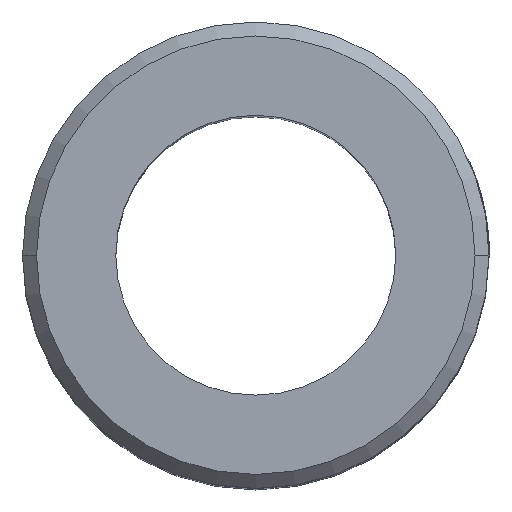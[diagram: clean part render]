
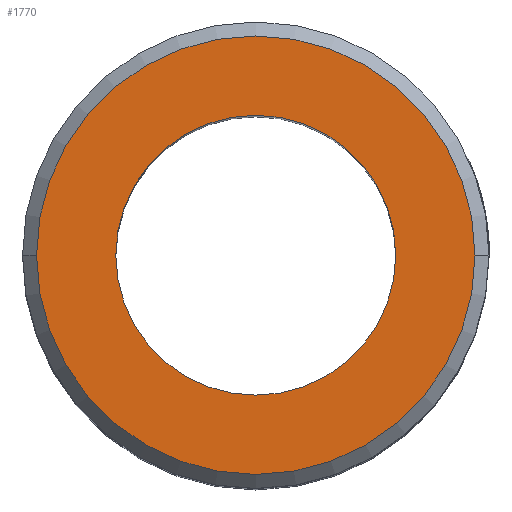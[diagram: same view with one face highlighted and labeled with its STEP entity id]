
A CAD part, top view. The second image highlights one B-rep face of the part: STEP entity #1770.
In plain terms, the highlighted planar face has unit normal (0, 0, 1).
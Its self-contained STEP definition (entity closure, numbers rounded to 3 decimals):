
#115 = ORIENTED_EDGE ( 'NONE', *, *, #2219, .F. ) ;
#131 = AXIS2_PLACEMENT_3D ( 'NONE', #3042, #165, #413 ) ;
#165 = DIRECTION ( 'NONE',  ( 0., 0., 1. ) ) ;
#203 = ORIENTED_EDGE ( 'NONE', *, *, #1496, .F. ) ;
#253 = AXIS2_PLACEMENT_3D ( 'NONE', #1137, #2834, #2812 ) ;
#383 = DIRECTION ( 'NONE',  ( 1., 0., 0. ) ) ;
#413 = DIRECTION ( 'NONE',  ( 1., 0., 0. ) ) ;
#481 = VERTEX_POINT ( 'NONE', #2977 ) ;
#594 = VERTEX_POINT ( 'NONE', #2830 ) ;
#722 = VERTEX_POINT ( 'NONE', #2942 ) ;
#799 = DIRECTION ( 'NONE',  ( 1., 0., 0. ) ) ;
#838 = ORIENTED_EDGE ( 'NONE', *, *, #2674, .T. ) ;
#842 = ORIENTED_EDGE ( 'NONE', *, *, #2716, .T. ) ;
#948 = CARTESIAN_POINT ( 'NONE',  ( -3., 0., 9.5 ) ) ;
#1137 = CARTESIAN_POINT ( 'NONE',  ( 0., 0., 9.5 ) ) ;
#1156 = CARTESIAN_POINT ( 'NONE',  ( 0., 0., 9.5 ) ) ;
#1180 = FACE_BOUND ( 'NONE', #3005, .T. ) ;
#1496 = EDGE_CURVE ( 'NONE', #481, #2349, #2199, .T. ) ;
#1514 = DIRECTION ( 'NONE',  ( 0., 0., 1. ) ) ;
#1539 = CARTESIAN_POINT ( 'NONE',  ( 0., 0., 9.5 ) ) ;
#1636 = DIRECTION ( 'NONE',  ( 1., 0., 0. ) ) ;
#1767 = AXIS2_PLACEMENT_3D ( 'NONE', #1809, #1799, #383 ) ;
#1770 = ADVANCED_FACE ( 'NONE', ( #2777, #1180 ), #2348, .T. ) ;
#1799 = DIRECTION ( 'NONE',  ( 0., 0., 1. ) ) ;
#1809 = CARTESIAN_POINT ( 'NONE',  ( 0., 0., 9.5 ) ) ;
#1818 = CIRCLE ( 'NONE', #131, 3. ) ;
#2004 = AXIS2_PLACEMENT_3D ( 'NONE', #1539, #1514, #799 ) ;
#2199 = CIRCLE ( 'NONE', #2004, 3. ) ;
#2201 = EDGE_LOOP ( 'NONE', ( #842, #838 ) ) ;
#2219 = EDGE_CURVE ( 'NONE', #2349, #481, #1818, .T. ) ;
#2348 = PLANE ( 'NONE',  #253 ) ;
#2349 = VERTEX_POINT ( 'NONE', #948 ) ;
#2480 = AXIS2_PLACEMENT_3D ( 'NONE', #1156, #3062, #1636 ) ;
#2620 = CIRCLE ( 'NONE', #1767, 4.7 ) ;
#2674 = EDGE_CURVE ( 'NONE', #722, #594, #2620, .T. ) ;
#2716 = EDGE_CURVE ( 'NONE', #594, #722, #2875, .T. ) ;
#2777 = FACE_OUTER_BOUND ( 'NONE', #2201, .T. ) ;
#2812 = DIRECTION ( 'NONE',  ( 1., 0., 0. ) ) ;
#2830 = CARTESIAN_POINT ( 'NONE',  ( -4.7, 0., 9.5 ) ) ;
#2834 = DIRECTION ( 'NONE',  ( 0., 0., 1. ) ) ;
#2875 = CIRCLE ( 'NONE', #2480, 4.7 ) ;
#2942 = CARTESIAN_POINT ( 'NONE',  ( 4.7, 0., 9.5 ) ) ;
#2977 = CARTESIAN_POINT ( 'NONE',  ( 3., 0., 9.5 ) ) ;
#3005 = EDGE_LOOP ( 'NONE', ( #115, #203 ) ) ;
#3042 = CARTESIAN_POINT ( 'NONE',  ( 0., 0., 9.5 ) ) ;
#3062 = DIRECTION ( 'NONE',  ( 0., 0., 1. ) ) ;
